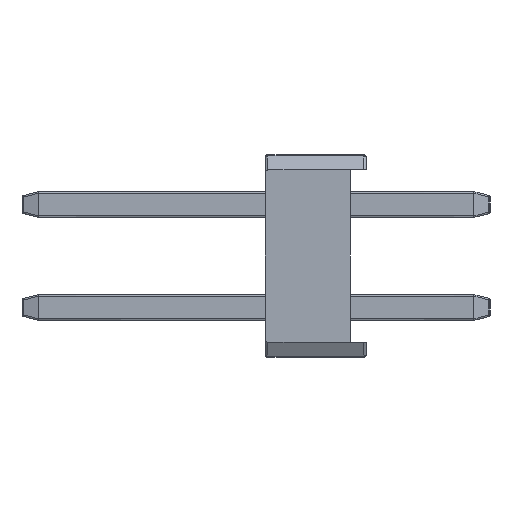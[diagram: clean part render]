
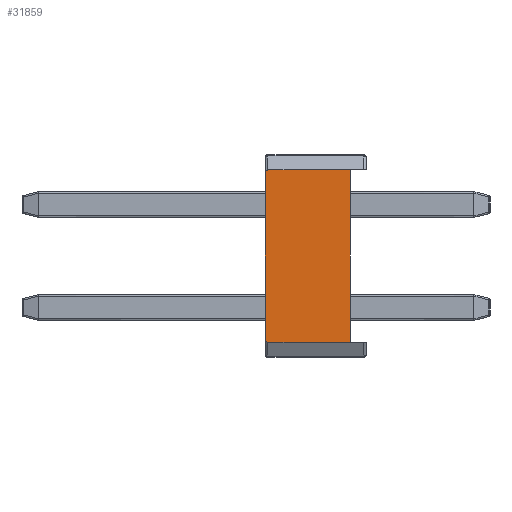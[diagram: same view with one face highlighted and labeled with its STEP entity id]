
A CAD part, left-side view. The second image highlights one B-rep face of the part: STEP entity #31859.
In plain terms, the highlighted planar face has unit normal (-1, 0, 0).
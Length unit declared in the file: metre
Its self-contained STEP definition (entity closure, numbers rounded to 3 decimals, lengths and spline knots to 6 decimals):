
#971=PLANE('',#36145);
#4336=LINE('',#57530,#6888);
#4380=LINE('',#57630,#6932);
#4381=LINE('',#57632,#6933);
#4382=LINE('',#57633,#6934);
#6888=VECTOR('',#45806,1.);
#6932=VECTOR('',#45914,1.);
#6933=VECTOR('',#45917,1.);
#6934=VECTOR('',#45918,1.);
#16674=ORIENTED_EDGE('',*,*,#21605,.F.);
#16675=ORIENTED_EDGE('',*,*,#21516,.T.);
#16676=ORIENTED_EDGE('',*,*,#21606,.T.);
#16677=ORIENTED_EDGE('',*,*,#21552,.F.);
#16678=ORIENTED_EDGE('',*,*,#21604,.F.);
#16679=ORIENTED_EDGE('',*,*,#21538,.T.);
#21516=EDGE_CURVE('',#24392,#24393,#25717,.T.);
#21538=EDGE_CURVE('',#24407,#24408,#25720,.T.);
#21552=EDGE_CURVE('',#24416,#24417,#4336,.T.);
#21604=EDGE_CURVE('',#24407,#24416,#4380,.T.);
#21605=EDGE_CURVE('',#24392,#24408,#4381,.T.);
#21606=EDGE_CURVE('',#24393,#24417,#4382,.T.);
#24392=VERTEX_POINT('',#57360);
#24393=VERTEX_POINT('',#57361);
#24407=VERTEX_POINT('',#57477);
#24408=VERTEX_POINT('',#57478);
#24416=VERTEX_POINT('',#57531);
#24417=VERTEX_POINT('',#57532);
#25717=CIRCLE('',#36096,0.00007);
#25720=CIRCLE('',#36106,0.00007);
#27721=EDGE_LOOP('',(#16674,#16675,#16676,#16677,#16678,#16679));
#29767=FACE_BOUND('',#27721,.T.);
#31859=ADVANCED_FACE('',(#29767),#971,.F.);
#36096=AXIS2_PLACEMENT_3D('',#57359,#45754,#45755);
#36106=AXIS2_PLACEMENT_3D('',#57476,#45784,#45785);
#36145=AXIS2_PLACEMENT_3D('',#57631,#45915,#45916);
#45754=DIRECTION('',(-1.,0.,0.));
#45755=DIRECTION('',(0.,0.,-1.));
#45784=DIRECTION('',(-1.,0.,0.));
#45785=DIRECTION('',(0.,0.,-1.));
#45806=DIRECTION('',(0.,0.,-1.));
#45914=DIRECTION('',(0.,-1.,0.));
#45915=DIRECTION('',(1.,0.,0.));
#45916=DIRECTION('',(0.,0.,-1.));
#45917=DIRECTION('',(0.,0.,1.));
#45918=DIRECTION('',(0.,-1.,0.));
#57359=CARTESIAN_POINT('',(-0.00127,0.00118,-0.002055));
#57360=CARTESIAN_POINT('',(-0.00127,0.00125,-0.002055));
#57361=CARTESIAN_POINT('',(-0.00127,0.00118,-0.002125));
#57476=CARTESIAN_POINT('',(-0.00127,0.00118,0.002055));
#57477=CARTESIAN_POINT('',(-0.00127,0.00118,0.002125));
#57478=CARTESIAN_POINT('',(-0.00127,0.00125,0.002055));
#57530=CARTESIAN_POINT('',(-0.00127,-0.00085,-0.002125));
#57531=CARTESIAN_POINT('',(-0.00127,-0.00085,0.002125));
#57532=CARTESIAN_POINT('',(-0.00127,-0.00085,-0.002125));
#57630=CARTESIAN_POINT('',(-0.00127,0.00125,0.002125));
#57631=CARTESIAN_POINT('',(-0.00127,0.00125,-0.002125));
#57632=CARTESIAN_POINT('',(-0.00127,0.00125,-0.002125));
#57633=CARTESIAN_POINT('',(-0.00127,0.00125,-0.002125));
